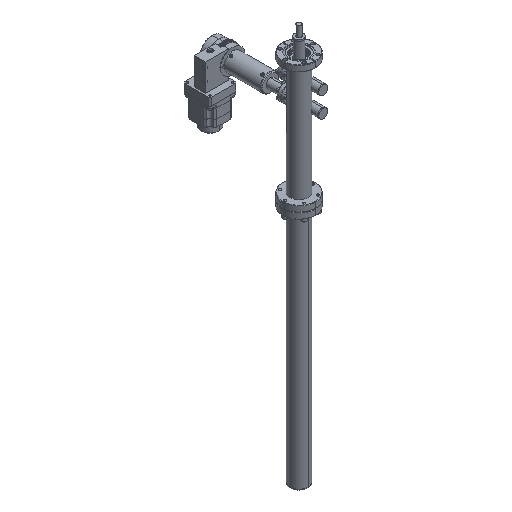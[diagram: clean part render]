
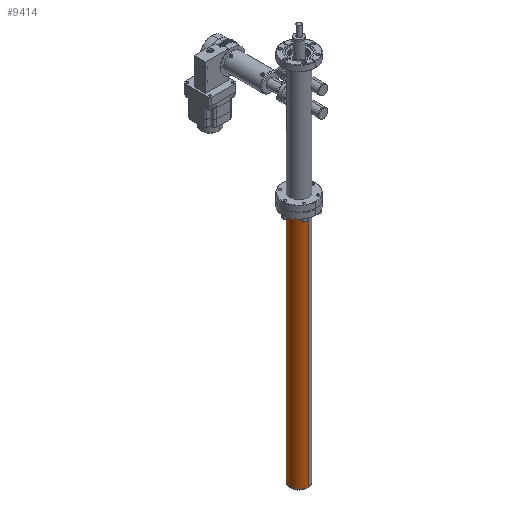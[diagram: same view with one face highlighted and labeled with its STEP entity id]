
A CAD part, isometric view. The second image highlights one B-rep face of the part: STEP entity #9414.
In plain terms, the highlighted cylindrical face has radius 19.05 mm (diameter 38.1 mm), a partial arc.
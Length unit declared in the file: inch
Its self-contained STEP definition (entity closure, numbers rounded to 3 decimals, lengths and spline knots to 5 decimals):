
#4403 = VERTEX_POINT ( 'NONE', #5399 ) ;
#4405 = VERTEX_POINT ( 'NONE', #5401 ) ;
#4623 = VERTEX_POINT ( 'NONE', #5586 ) ;
#4657 = VERTEX_POINT ( 'NONE', #5617 ) ;
#5399 = CARTESIAN_POINT ( 'NONE',  ( 0., 0.75, -25.574 ) ) ;
#5401 = CARTESIAN_POINT ( 'NONE',  ( 0., -0.75, -25.574 ) ) ;
#5586 = CARTESIAN_POINT ( 'NONE',  ( 0., 0.75, -5.496 ) ) ;
#5617 = CARTESIAN_POINT ( 'NONE',  ( 0., -0.75, -5.496 ) ) ;
#8907 = LINE ( 'NONE', #12436, #8915 ) ;
#8915 = VECTOR ( 'NONE', #12438, 39.37008 ) ;
#8944 = CIRCLE ( 'NONE', #13238, 0.75 ) ;
#8984 = CIRCLE ( 'NONE', #13252, 0.75 ) ;
#9414 = ADVANCED_FACE ( 'NONE', ( #55019 ), #55020, .T. ) ;
#12436 = CARTESIAN_POINT ( 'NONE',  ( 0., 0.75, -25.574 ) ) ;
#12438 = DIRECTION ( 'NONE',  ( 0., 0., 1. ) ) ;
#12550 = CARTESIAN_POINT ( 'NONE',  ( 0., 0., -5.496 ) ) ;
#12554 = DIRECTION ( 'NONE',  ( 0., 0., 1. ) ) ;
#12555 = DIRECTION ( 'NONE',  ( 0., -1., 0. ) ) ;
#12877 = CARTESIAN_POINT ( 'NONE',  ( 0., 0., -25.574 ) ) ;
#12880 = DIRECTION ( 'NONE',  ( 0., 0., 1. ) ) ;
#12882 = DIRECTION ( 'NONE',  ( 0., -1., 0. ) ) ;
#13238 = AXIS2_PLACEMENT_3D ( 'NONE', #12550, #12554, #12555 ) ;
#13252 = AXIS2_PLACEMENT_3D ( 'NONE', #12877, #12880, #12882 ) ;
#14574 = LINE ( 'NONE', #16021, #14576 ) ;
#14576 = VECTOR ( 'NONE', #16022, 39.37008 ) ;
#16021 = CARTESIAN_POINT ( 'NONE',  ( 0., -0.75, -25.574 ) ) ;
#16022 = DIRECTION ( 'NONE',  ( 0., 0., 1. ) ) ;
#43571 = EDGE_CURVE ( 'NONE', #4403, #4623, #8907, .T. ) ;
#43593 = EDGE_CURVE ( 'NONE', #4623, #4657, #8944, .T. ) ;
#43625 = EDGE_CURVE ( 'NONE', #4403, #4405, #8984, .T. ) ;
#43771 = EDGE_CURVE ( 'NONE', #4405, #4657, #14574, .T. ) ;
#45009 = ORIENTED_EDGE ( 'NONE', *, *, #43771, .T. ) ;
#45057 = ORIENTED_EDGE ( 'NONE', *, *, #43593, .F. ) ;
#45061 = ORIENTED_EDGE ( 'NONE', *, *, #43625, .T. ) ;
#45063 = ORIENTED_EDGE ( 'NONE', *, *, #43571, .F. ) ;
#50428 = EDGE_LOOP ( 'NONE', ( #45063, #45061, #45009, #45057 ) ) ;
#53939 = AXIS2_PLACEMENT_3D ( 'NONE', #55589, #55580, #55579 ) ;
#55019 = FACE_OUTER_BOUND ( 'NONE', #50428, .T. ) ;
#55020 = CYLINDRICAL_SURFACE ( 'NONE', #53939, 0.75 ) ;
#55579 = DIRECTION ( 'NONE',  ( 0., -1., 0. ) ) ;
#55580 = DIRECTION ( 'NONE',  ( 0., 0., 1. ) ) ;
#55589 = CARTESIAN_POINT ( 'NONE',  ( 0., 0., -25.574 ) ) ;
